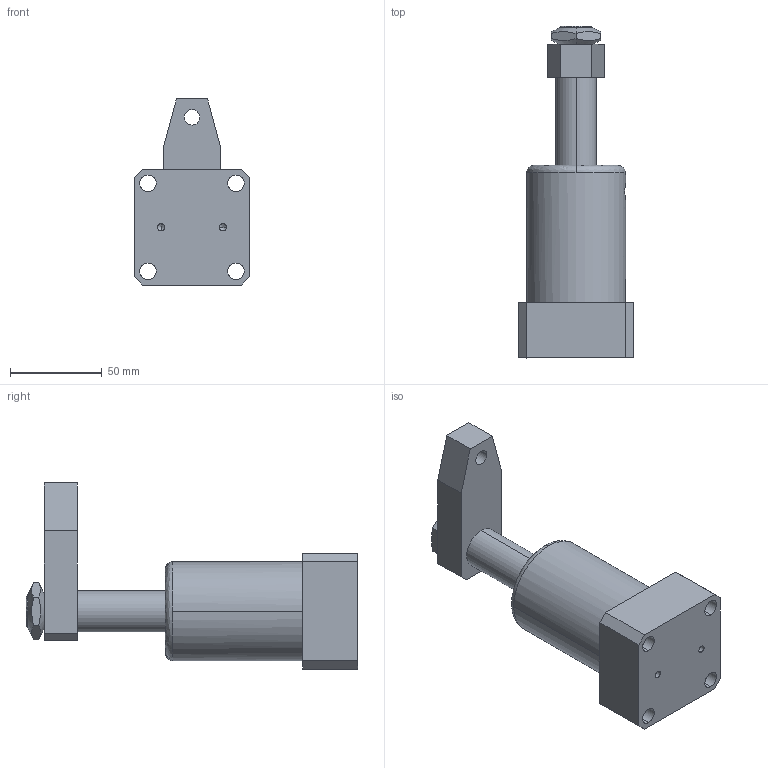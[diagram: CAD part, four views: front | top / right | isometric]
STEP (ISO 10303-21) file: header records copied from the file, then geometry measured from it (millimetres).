
FILE_DESCRIPTION (( 'STEP AP203' ), '1' );
FILE_NAME ('chs-40s-e_asm.STEP', '2019-04-19T00:56:15', ( '' ), ( '' ), 'SwSTEP 2.0', 'SolidWorks 2017', '' );
FILE_SCHEMA (( 'CONFIG_CONTROL_DESIGN' ));
Length unit declared in the file: millimetre
Products named in the file (5): CHS-40S-01_1; M18_1; CHS-40-03-E_1; chs-40s-e_asm; CHS-40S-02-E_1
Assembly tree (4 placements, depth 2):
  chs-40s-e_asm
    CHS-40-03-E_1
    CHS-40S-02-E_1
    CHS-40S-01_1
    M18_1
Bounding box: 63 x 181 x 101.49 mm (x, y, z)
Volume: 293580 mm3; surface area: 68600 mm2
Topology: 5 solids, 5 shells, 223 faces, 733 edges, 522 vertices
Faces by surface type: cylinder 75, cone 73, plane 45, bspline 30
Entity records: 23778 total; most frequent: CARTESIAN_POINT 17788, ORIENTED_EDGE 1454, EDGE_CURVE 727, DIRECTION 687, VERTEX_POINT 522, B_SPLINE_CURVE_WITH_KNOTS 483, AXIS2_PLACEMENT_3D 253, EDGE_LOOP 245
